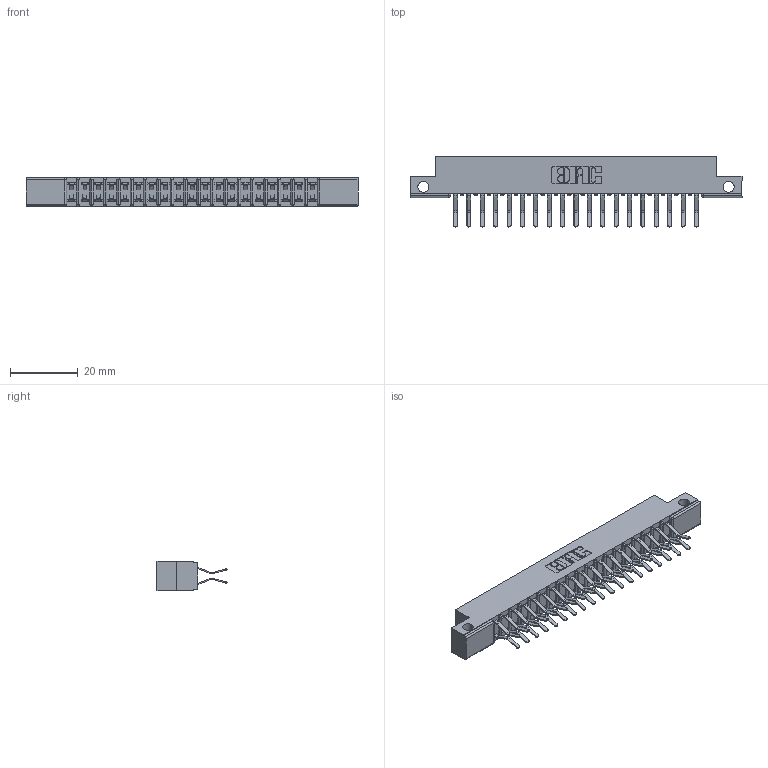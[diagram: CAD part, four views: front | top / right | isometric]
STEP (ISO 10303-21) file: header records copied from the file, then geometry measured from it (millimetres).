
FILE_DESCRIPTION (( 'STEP AP203' ), '1' );
FILE_NAME ('357-038-460-212.STEP', '2020-10-03T20:03:50', ( '' ), ( '' ), 'SwSTEP 2.0', 'SolidWorks 2020', '' );
FILE_SCHEMA (( 'CONFIG_CONTROL_DESIGN' ));
Length unit declared in the file: inch
Products named in the file (3): 307-290-001_560; 357-038-460-212; 307 Part_.128 Dia Side Mounting Holes
Assembly tree (39 placements, depth 2):
  357-038-460-212
    307 Part_.128 Dia Side Mounting Holes
    307-290-001_560  x38
Bounding box: 98.3 x 20.73 x 8.71 mm (x, y, z)
Volume: 6401.5 mm3; surface area: 11299.6 mm2
Topology: 39 solids, 39 shells, 2038 faces, 5719 edges, 3706 vertices
Faces by surface type: plane 1324, cylinder 674, sphere 40
Entity records: 19838 total; most frequent: CARTESIAN_POINT 3251, ORIENTED_EDGE 3218, DIRECTION 3195, EDGE_CURVE 1609, LINE 1223, VECTOR 1223, VERTEX_POINT 1042, AXIS2_PLACEMENT_3D 986
